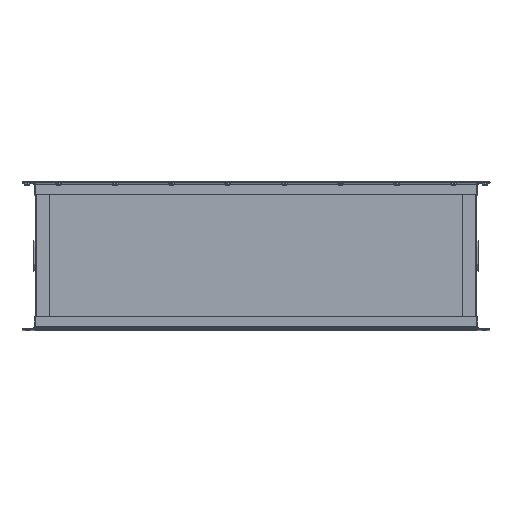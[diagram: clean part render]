
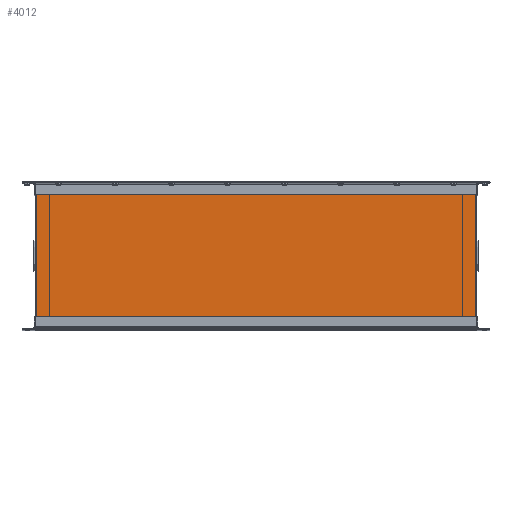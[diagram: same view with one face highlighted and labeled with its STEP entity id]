
A CAD part, top view. The second image highlights one B-rep face of the part: STEP entity #4012.
In plain terms, the highlighted planar face has unit normal (0, 0, 1).
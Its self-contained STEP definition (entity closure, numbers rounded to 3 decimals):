
#153 = ORIENTED_EDGE ( 'NONE', *, *, #4051, .T. ) ;
#831 = VECTOR ( 'NONE', #4247, 1000. ) ;
#1571 = LINE ( 'NONE', #3038, #4805 ) ;
#1622 = EDGE_CURVE ( 'NONE', #3956, #2889, #1571, .T. ) ;
#1967 = ORIENTED_EDGE ( 'NONE', *, *, #3931, .T. ) ;
#2030 = LINE ( 'NONE', #3156, #831 ) ;
#2033 = VERTEX_POINT ( 'NONE', #2128 ) ;
#2128 = CARTESIAN_POINT ( 'NONE',  ( -744., -480., 1.5 ) ) ;
#2157 = CARTESIAN_POINT ( 'NONE',  ( 744., 0., 1.5 ) ) ;
#2163 = CARTESIAN_POINT ( 'NONE',  ( 0., 0., 1.5 ) ) ;
#2170 = ORIENTED_EDGE ( 'NONE', *, *, #1622, .T. ) ;
#2242 = LINE ( 'NONE', #4519, #2256 ) ;
#2256 = VECTOR ( 'NONE', #3722, 1000. ) ;
#2438 = VERTEX_POINT ( 'NONE', #3597 ) ;
#2586 = VECTOR ( 'NONE', #4577, 1000. ) ;
#2682 = CARTESIAN_POINT ( 'NONE',  ( -744., 0., 1.5 ) ) ;
#2733 = ORIENTED_EDGE ( 'NONE', *, *, #3566, .T. ) ;
#2833 = AXIS2_PLACEMENT_3D ( 'NONE', #2163, #4472, #2908 ) ;
#2889 = VERTEX_POINT ( 'NONE', #2157 ) ;
#2908 = DIRECTION ( 'NONE',  ( 0., -1., 0. ) ) ;
#3018 = DIRECTION ( 'NONE',  ( 0., 1., 0. ) ) ;
#3038 = CARTESIAN_POINT ( 'NONE',  ( 744., 0., 1.5 ) ) ;
#3156 = CARTESIAN_POINT ( 'NONE',  ( -744., 0., 1.5 ) ) ;
#3560 = PLANE ( 'NONE',  #2833 ) ;
#3566 = EDGE_CURVE ( 'NONE', #2438, #2033, #3752, .T. ) ;
#3597 = CARTESIAN_POINT ( 'NONE',  ( -744., 0., 1.5 ) ) ;
#3722 = DIRECTION ( 'NONE',  ( 1., 0., 0. ) ) ;
#3752 = LINE ( 'NONE', #2682, #2586 ) ;
#3828 = EDGE_LOOP ( 'NONE', ( #2733, #153, #2170, #1967 ) ) ;
#3931 = EDGE_CURVE ( 'NONE', #2889, #2438, #2030, .T. ) ;
#3956 = VERTEX_POINT ( 'NONE', #4649 ) ;
#4012 = ADVANCED_FACE ( 'NONE', ( #4303 ), #3560, .T. ) ;
#4051 = EDGE_CURVE ( 'NONE', #2033, #3956, #2242, .T. ) ;
#4247 = DIRECTION ( 'NONE',  ( -1., 0., 0. ) ) ;
#4303 = FACE_OUTER_BOUND ( 'NONE', #3828, .T. ) ;
#4472 = DIRECTION ( 'NONE',  ( 0., 0., 1. ) ) ;
#4519 = CARTESIAN_POINT ( 'NONE',  ( -744., -480., 1.5 ) ) ;
#4577 = DIRECTION ( 'NONE',  ( 0., -1., 0. ) ) ;
#4649 = CARTESIAN_POINT ( 'NONE',  ( 744., -480., 1.5 ) ) ;
#4805 = VECTOR ( 'NONE', #3018, 1000. ) ;
